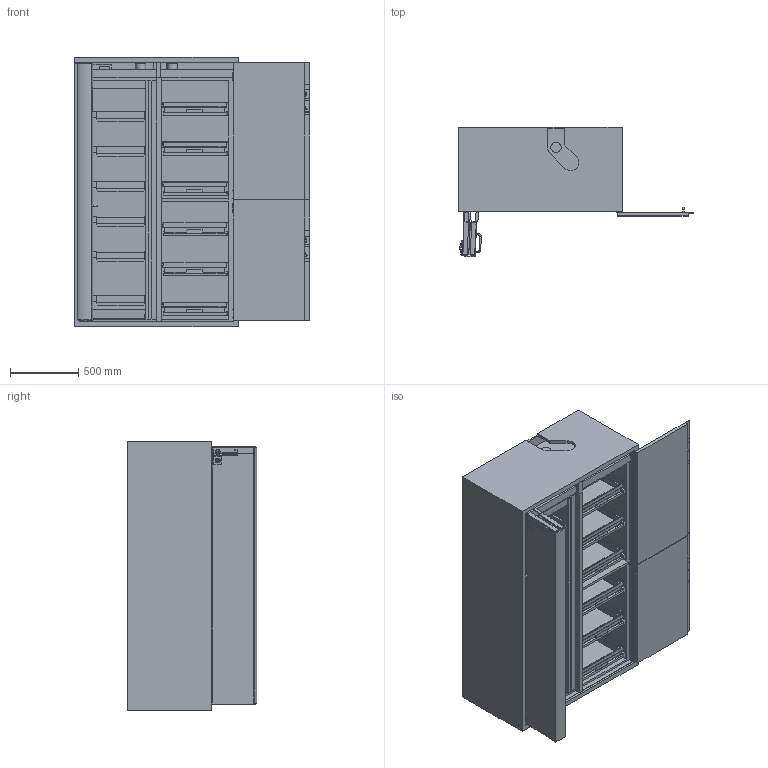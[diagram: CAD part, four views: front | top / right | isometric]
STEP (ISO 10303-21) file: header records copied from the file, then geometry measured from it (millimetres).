
FILE_DESCRIPTION(/* description */ (''),/* implementation_level */ '2;1');
FILE_NAME(/* name */ 'K90.196.120.MC.FWAC_30334-001-30756_OD.stp',/* time_stamp */ '2017-03-22T16:17:36+01:00',/* author */ ('pproduktmanagement'),/* organization */ (''),/* preprocessor_version */ 'ST-DEVELOPER v16.5',/* originating_system */ 'Autodesk Inventor 2017',/* authorisation */ '');
FILE_SCHEMA (('AUTOMOTIVE_DESIGN { 1 0 10303 214 3 1 1 }'));
Products named in the file (2): K90.196.120.MF.FWAC_30337_30339; K90.196.120.MC.FWAC_30334-001-30756_OD
Assembly tree (1 placements, depth 2):
  K90.196.120.MF.FWAC_30337_30339
    K90.196.120.MC.FWAC_30334-001-30756_OD
Bounding box: 1717.75 x 945.8 x 1968 mm (x, y, z)
Volume: 579243126.6 mm3; surface area: 34320071.6 mm2
Topology: 50 solids, 51 shells, 2115 faces, 5347 edges, 3522 vertices
Faces by surface type: plane 1569, bspline 390, cylinder 150, torus 6
Full cylindrical faces by diameter (mm): 3.242 x1, 4 x1, 4.2 x1, 5 x6, 6 x4, 8.1 x2, 10 x6, 10.3 x3, 11.65 x2, 30 x30, 33.8 x1, 37.8 x1, 40 x3, 45 x9, 75 x2
Entity records: 67676 total; most frequent: CARTESIAN_POINT 17133, ORIENTED_EDGE 10554, DIRECTION 8255, EDGE_CURVE 5272, LINE 4185, VECTOR 4185, VERTEX_POINT 3521, EDGE_LOOP 2466
